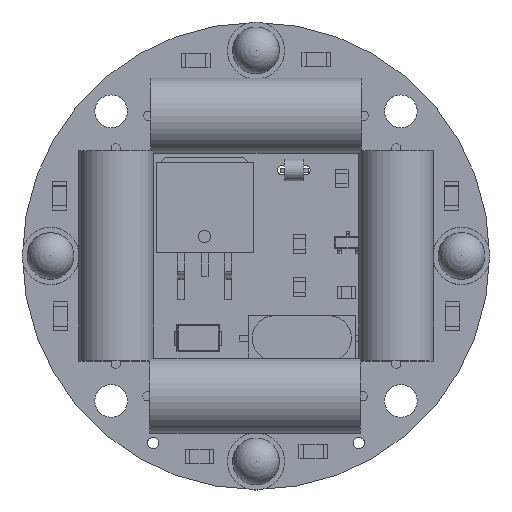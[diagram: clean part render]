
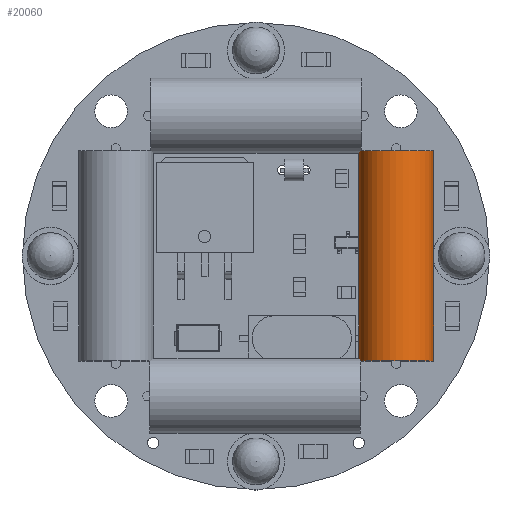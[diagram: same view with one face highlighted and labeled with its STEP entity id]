
A CAD part, top view. The second image highlights one B-rep face of the part: STEP entity #20060.
In plain terms, the highlighted cylindrical face has radius 4 mm (diameter 8 mm), a full revolution.
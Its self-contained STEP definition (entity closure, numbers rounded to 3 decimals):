
#20060 = ADVANCED_FACE('',(#20061),#20088,.T.);
#20061 = FACE_BOUND('',#20062,.T.);
#20062 = EDGE_LOOP('',(#20063,#20072,#20080,#20087));
#20063 = ORIENTED_EDGE('',*,*,#20064,.T.);
#20064 = EDGE_CURVE('',#20065,#20065,#20067,.T.);
#20065 = VERTEX_POINT('',#20066);
#20066 = CARTESIAN_POINT('',(4.,0.,0.));
#20067 = CIRCLE('',#20068,4.);
#20068 = AXIS2_PLACEMENT_3D('',#20069,#20070,#20071);
#20069 = CARTESIAN_POINT('',(0.,0.,0.));
#20070 = DIRECTION('',(0.,0.,1.));
#20071 = DIRECTION('',(1.,0.,0.));
#20072 = ORIENTED_EDGE('',*,*,#20073,.T.);
#20073 = EDGE_CURVE('',#20065,#20074,#20076,.T.);
#20074 = VERTEX_POINT('',#20075);
#20075 = CARTESIAN_POINT('',(4.,0.,22.5));
#20076 = LINE('',#20077,#20078);
#20077 = CARTESIAN_POINT('',(4.,0.,0.));
#20078 = VECTOR('',#20079,1.);
#20079 = DIRECTION('',(0.,0.,1.));
#20080 = ORIENTED_EDGE('',*,*,#20081,.F.);
#20081 = EDGE_CURVE('',#20074,#20074,#20082,.T.);
#20082 = CIRCLE('',#20083,4.);
#20083 = AXIS2_PLACEMENT_3D('',#20084,#20085,#20086);
#20084 = CARTESIAN_POINT('',(0.,0.,22.5));
#20085 = DIRECTION('',(0.,0.,1.));
#20086 = DIRECTION('',(1.,0.,0.));
#20087 = ORIENTED_EDGE('',*,*,#20073,.F.);
#20088 = CYLINDRICAL_SURFACE('',#20089,4.);
#20089 = AXIS2_PLACEMENT_3D('',#20090,#20091,#20092);
#20090 = CARTESIAN_POINT('',(0.,0.,0.));
#20091 = DIRECTION('',(0.,0.,-1.));
#20092 = DIRECTION('',(1.,0.,0.));
